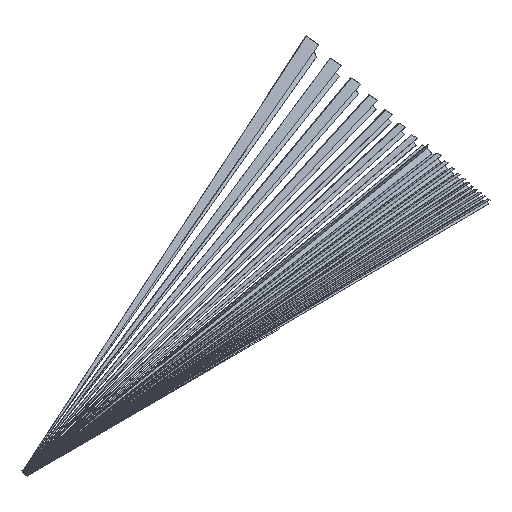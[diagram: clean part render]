
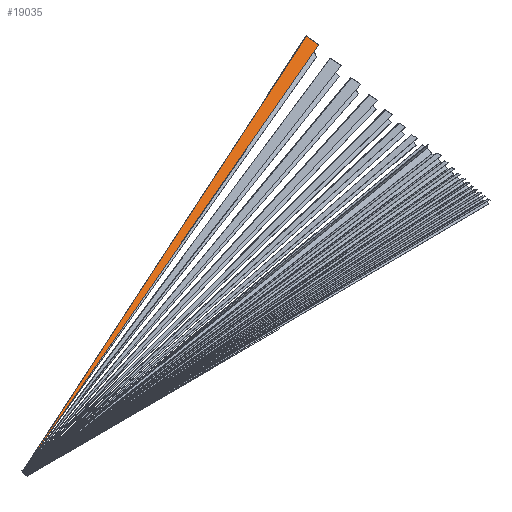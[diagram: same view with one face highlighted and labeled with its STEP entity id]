
A CAD part, isometric view. The second image highlights one B-rep face of the part: STEP entity #19035.
In plain terms, the highlighted planar face has unit normal (-0.096, -0.081, 0.992).
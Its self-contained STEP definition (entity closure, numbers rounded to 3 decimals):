
#18872 = PLANE('',#18873);
#18873 = AXIS2_PLACEMENT_3D('',#18874,#18875,#18876);
#18874 = CARTESIAN_POINT('',(750.,150.,150.));
#18875 = DIRECTION('',(-1.,0.,0.));
#18876 = DIRECTION('',(0.,0.,-1.));
#18926 = PLANE('',#18927);
#18927 = AXIS2_PLACEMENT_3D('',#18928,#18929,#18930);
#18928 = CARTESIAN_POINT('',(20.,4.,4.));
#18929 = DIRECTION('',(1.,0.,0.));
#18930 = DIRECTION('',(0.,0.,1.));
#19005 = PLANE('',#19006);
#19006 = AXIS2_PLACEMENT_3D('',#19007,#19008,#19009);
#19007 = CARTESIAN_POINT('',(385.,147.489,49.285));
#19008 = DIRECTION('',(0.362,-0.931,-0.041
    ));
#19009 = DIRECTION('',(-0.932,-0.362,
    0.));
#19035 = ADVANCED_FACE('',(#19036),#19050,.F.);
#19036 = FACE_BOUND('',#19037,.F.);
#19037 = EDGE_LOOP('',(#19038,#19068,#19095,#19117));
#19038 = ORIENTED_EDGE('',*,*,#19039,.T.);
#19039 = EDGE_CURVE('',#19040,#19042,#19044,.T.);
#19040 = VERTEX_POINT('',#19041);
#19041 = CARTESIAN_POINT('',(750.,287.309,96.161));
#19042 = VERTEX_POINT('',#19043);
#19043 = CARTESIAN_POINT('',(750.,267.001,94.5));
#19044 = SURFACE_CURVE('',#19045,(#19049,#19061),.PCURVE_S1.);
#19045 = LINE('',#19046,#19047);
#19046 = CARTESIAN_POINT('',(750.,287.309,96.161));
#19047 = VECTOR('',#19048,1.);
#19048 = DIRECTION('',(0.,-0.997,-0.082));
#19049 = PCURVE('',#19050,#19055);
#19050 = PLANE('',#19051);
#19051 = AXIS2_PLACEMENT_3D('',#19052,#19053,#19054);
#19052 = CARTESIAN_POINT('',(389.557,143.976,
    49.59));
#19053 = DIRECTION('',(0.096,0.081,
    -0.992));
#19054 = DIRECTION('',(-0.995,0.,-0.096));
#19055 = DEFINITIONAL_REPRESENTATION('',(#19056),#19060);
#19056 = LINE('',#19057,#19058);
#19057 = CARTESIAN_POINT('',(-363.252,143.807));
#19058 = VECTOR('',#19059,1.);
#19059 = DIRECTION('',(0.008,-1.));
#19060 = ( GEOMETRIC_REPRESENTATION_CONTEXT(2) 
PARAMETRIC_REPRESENTATION_CONTEXT() REPRESENTATION_CONTEXT('2D SPACE',''
  ) );
#19061 = PCURVE('',#18872,#19062);
#19062 = DEFINITIONAL_REPRESENTATION('',(#19063),#19067);
#19063 = LINE('',#19064,#19065);
#19064 = CARTESIAN_POINT('',(53.839,-137.309));
#19065 = VECTOR('',#19066,1.);
#19066 = DIRECTION('',(0.082,0.997));
#19067 = ( GEOMETRIC_REPRESENTATION_CONTEXT(2) 
PARAMETRIC_REPRESENTATION_CONTEXT() REPRESENTATION_CONTEXT('2D SPACE',''
  ) );
#19068 = ORIENTED_EDGE('',*,*,#19069,.T.);
#19069 = EDGE_CURVE('',#19042,#19070,#19072,.T.);
#19070 = VERTEX_POINT('',#19071);
#19071 = CARTESIAN_POINT('',(20.,7.113,2.667));
#19072 = SURFACE_CURVE('',#19073,(#19077,#19084),.PCURVE_S1.);
#19073 = LINE('',#19074,#19075);
#19074 = CARTESIAN_POINT('',(750.,267.001,94.5));
#19075 = VECTOR('',#19076,1.);
#19076 = DIRECTION('',(-0.936,-0.333,-0.118)
  );
#19077 = PCURVE('',#19050,#19078);
#19078 = DEFINITIONAL_REPRESENTATION('',(#19079),#19083);
#19079 = LINE('',#19080,#19081);
#19080 = CARTESIAN_POINT('',(-363.092,123.432));
#19081 = VECTOR('',#19082,1.);
#19082 = DIRECTION('',(0.943,-0.334));
#19083 = ( GEOMETRIC_REPRESENTATION_CONTEXT(2) 
PARAMETRIC_REPRESENTATION_CONTEXT() REPRESENTATION_CONTEXT('2D SPACE',''
  ) );
#19084 = PCURVE('',#19085,#19090);
#19085 = PLANE('',#19086);
#19086 = AXIS2_PLACEMENT_3D('',#19087,#19088,#19089);
#19087 = CARTESIAN_POINT('',(385.,137.064,48.432));
#19088 = DIRECTION('',(-0.34,0.939,0.044
    ));
#19089 = DIRECTION('',(0.94,0.34,0.
    ));
#19090 = DEFINITIONAL_REPRESENTATION('',(#19091),#19094);
#19091 = B_SPLINE_CURVE_WITH_KNOTS('',1,(#19092,#19093),.UNSPECIFIED.,
  .F.,.F.,(2,2),(0.,780.304),.PIECEWISE_BEZIER_KNOTS.);
#19092 = CARTESIAN_POINT('',(387.433,-46.112));
#19093 = CARTESIAN_POINT('',(-387.438,45.81));
#19094 = ( GEOMETRIC_REPRESENTATION_CONTEXT(2) 
PARAMETRIC_REPRESENTATION_CONTEXT() REPRESENTATION_CONTEXT('2D SPACE',''
  ) );
#19095 = ORIENTED_EDGE('',*,*,#19096,.F.);
#19096 = EDGE_CURVE('',#19097,#19070,#19099,.T.);
#19097 = VERTEX_POINT('',#19098);
#19098 = CARTESIAN_POINT('',(20.,7.655,2.711));
#19099 = SURFACE_CURVE('',#19100,(#19104,#19110),.PCURVE_S1.);
#19100 = LINE('',#19101,#19102);
#19101 = CARTESIAN_POINT('',(20.,7.655,2.711));
#19102 = VECTOR('',#19103,1.);
#19103 = DIRECTION('',(0.,-0.997,-0.082));
#19104 = PCURVE('',#19050,#19105);
#19105 = DEFINITIONAL_REPRESENTATION('',(#19106),#19109);
#19106 = B_SPLINE_CURVE_WITH_KNOTS('',1,(#19107,#19108),.UNSPECIFIED.,
  .F.,.F.,(2,2),(0.,0.544),.PIECEWISE_BEZIER_KNOTS.);
#19107 = CARTESIAN_POINT('',(372.353,-136.773));
#19108 = CARTESIAN_POINT('',(372.357,-137.316));
#19109 = ( GEOMETRIC_REPRESENTATION_CONTEXT(2) 
PARAMETRIC_REPRESENTATION_CONTEXT() REPRESENTATION_CONTEXT('2D SPACE',''
  ) );
#19110 = PCURVE('',#18926,#19111);
#19111 = DEFINITIONAL_REPRESENTATION('',(#19112),#19116);
#19112 = LINE('',#19113,#19114);
#19113 = CARTESIAN_POINT('',(-1.289,-3.655));
#19114 = VECTOR('',#19115,1.);
#19115 = DIRECTION('',(-0.082,0.997));
#19116 = ( GEOMETRIC_REPRESENTATION_CONTEXT(2) 
PARAMETRIC_REPRESENTATION_CONTEXT() REPRESENTATION_CONTEXT('2D SPACE',''
  ) );
#19117 = ORIENTED_EDGE('',*,*,#19118,.T.);
#19118 = EDGE_CURVE('',#19097,#19040,#19119,.T.);
#19119 = SURFACE_CURVE('',#19120,(#19124,#19131),.PCURVE_S1.);
#19120 = LINE('',#19121,#19122);
#19121 = CARTESIAN_POINT('',(20.,7.655,2.711));
#19122 = VECTOR('',#19123,1.);
#19123 = DIRECTION('',(0.927,0.355,0.119));
#19124 = PCURVE('',#19050,#19125);
#19125 = DEFINITIONAL_REPRESENTATION('',(#19126),#19130);
#19126 = LINE('',#19127,#19128);
#19127 = CARTESIAN_POINT('',(372.353,-136.773));
#19128 = VECTOR('',#19129,1.);
#19129 = DIRECTION('',(-0.934,0.356));
#19130 = ( GEOMETRIC_REPRESENTATION_CONTEXT(2) 
PARAMETRIC_REPRESENTATION_CONTEXT() REPRESENTATION_CONTEXT('2D SPACE',''
  ) );
#19131 = PCURVE('',#19005,#19132);
#19132 = DEFINITIONAL_REPRESENTATION('',(#19133),#19136);
#19133 = B_SPLINE_CURVE_WITH_KNOTS('',1,(#19134,#19135),.UNSPECIFIED.,
  .F.,.F.,(2,2),(0.,787.299),.PIECEWISE_BEZIER_KNOTS.);
#19134 = CARTESIAN_POINT('',(390.864,46.614));
#19135 = CARTESIAN_POINT('',(-390.859,-46.916));
#19136 = ( GEOMETRIC_REPRESENTATION_CONTEXT(2) 
PARAMETRIC_REPRESENTATION_CONTEXT() REPRESENTATION_CONTEXT('2D SPACE',''
  ) );
